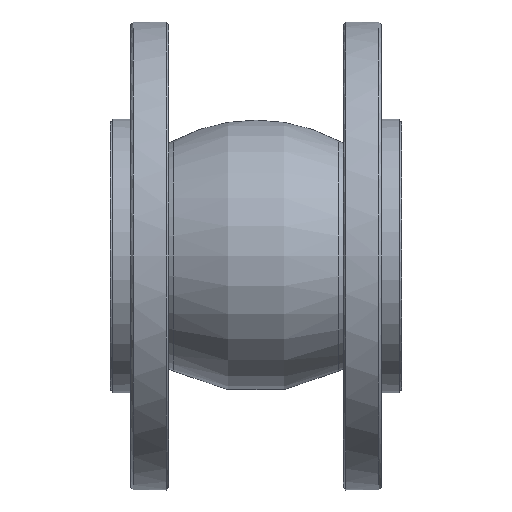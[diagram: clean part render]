
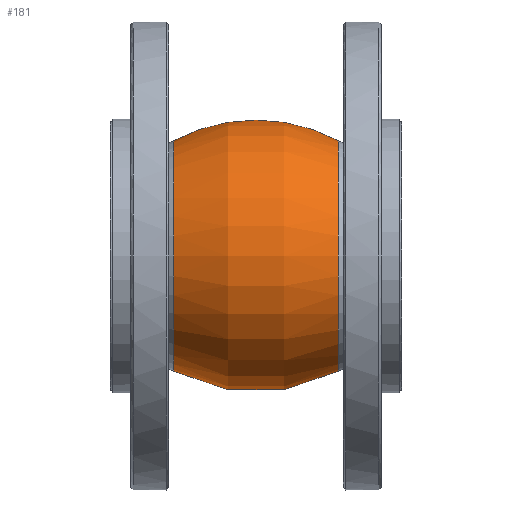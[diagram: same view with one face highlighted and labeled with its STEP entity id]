
A CAD part, front view. The second image highlights one B-rep face of the part: STEP entity #181.
In plain terms, the highlighted toroidal (fillet/blend) face has major radius 14.937 mm and minor radius 68.58 mm.
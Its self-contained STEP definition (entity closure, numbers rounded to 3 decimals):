
#139=CARTESIAN_POINT('',(0.,0.,0.));
#140=DIRECTION('',(-1.,0.,0.));
#141=DIRECTION('',(0.,0.,1.));
#142=AXIS2_PLACEMENT_3D('',#139,#140,#141);
#143=DEGENERATE_TOROIDAL_SURFACE('',#142,14.937,68.58,.F.);
#144=CARTESIAN_POINT('',(-32.502,0.,45.452));
#145=VERTEX_POINT('',#144);
#146=CARTESIAN_POINT('',(32.502,-0.,45.452));
#147=VERTEX_POINT('',#146);
#148=CARTESIAN_POINT('',(0.,0.,-14.937));
#149=DIRECTION('',(-0.,1.,-0.));
#150=DIRECTION('',(0.,0.,1.));
#151=AXIS2_PLACEMENT_3D('',#148,#149,#150);
#152=CIRCLE('',#151,68.58);
#153=EDGE_CURVE('',#145,#147,#152,.T.);
#154=ORIENTED_EDGE('',*,*,#153,.T.);
#155=CARTESIAN_POINT('',(32.502,0.,0.));
#156=DIRECTION('',(-1.,0.,0.));
#157=DIRECTION('',(0.,0.,1.));
#158=AXIS2_PLACEMENT_3D('',#155,#156,#157);
#159=CIRCLE('',#158,45.452);
#160=EDGE_CURVE('',#147,#147,#159,.T.);
#161=ORIENTED_EDGE('',*,*,#160,.T.);
#162=ORIENTED_EDGE('',*,*,#153,.F.);
#163=CARTESIAN_POINT('',(-32.502,-0.,-45.452));
#164=VERTEX_POINT('',#163);
#165=CARTESIAN_POINT('',(-32.502,0.,0.));
#166=DIRECTION('',(1.,0.,0.));
#167=DIRECTION('',(0.,0.,-1.));
#168=AXIS2_PLACEMENT_3D('',#165,#166,#167);
#169=CIRCLE('',#168,45.452);
#170=EDGE_CURVE('',#145,#164,#169,.T.);
#171=ORIENTED_EDGE('',*,*,#170,.T.);
#172=CARTESIAN_POINT('',(-32.502,0.,0.));
#173=DIRECTION('',(1.,0.,0.));
#174=DIRECTION('',(0.,0.,-1.));
#175=AXIS2_PLACEMENT_3D('',#172,#173,#174);
#176=CIRCLE('',#175,45.452);
#177=EDGE_CURVE('',#164,#145,#176,.T.);
#178=ORIENTED_EDGE('',*,*,#177,.T.);
#179=EDGE_LOOP('',(#154,#161,#162,#171,#178));
#180=FACE_BOUND('',#179,.T.);
#181=ADVANCED_FACE('',(#180),#143,.F.);
